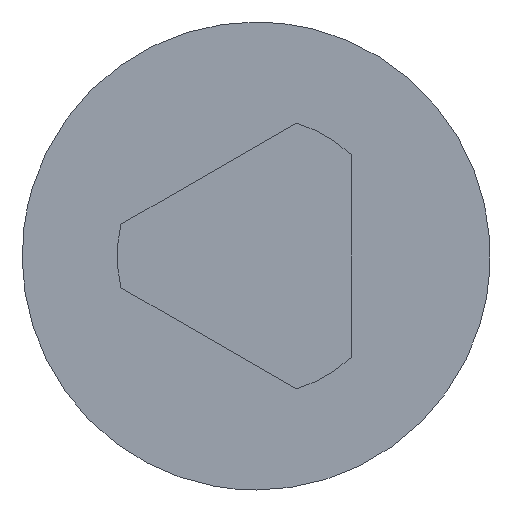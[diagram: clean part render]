
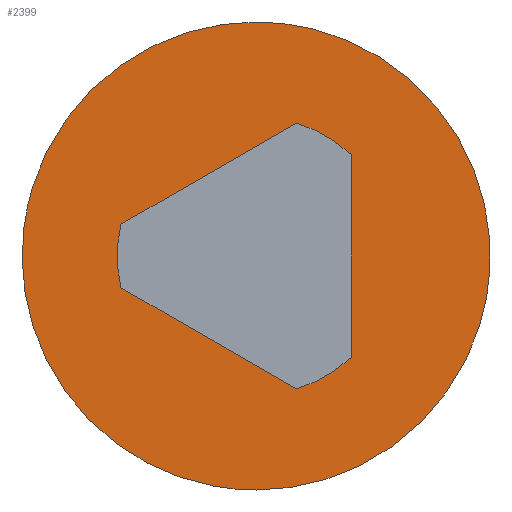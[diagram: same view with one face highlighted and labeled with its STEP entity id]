
A CAD part, front view. The second image highlights one B-rep face of the part: STEP entity #2399.
In plain terms, the highlighted free-form (B-spline) face has degree [1, 1] with [2, 2] control points.
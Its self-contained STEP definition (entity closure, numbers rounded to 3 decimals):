
#572=CARTESIAN_POINT('',(7.985,0.,-0.488));
#573=VERTEX_POINT('',#572);
#579=CARTESIAN_POINT('',(0.0,0.0,-8.));
#580=VERTEX_POINT('',#579);
#581=CARTESIAN_POINT('',(0.0,0.0,-8.));
#582=CARTESIAN_POINT('',(7.526,0.0,-8.));
#583=CARTESIAN_POINT('',(7.985,0.,-0.488));
#591=(BOUNDED_CURVE()B_SPLINE_CURVE(2,(#581,#582,#583),.UNSPECIFIED.,.F.,.U.)B_SPLINE_CURVE_WITH_KNOTS((3,3),(0.5,0.739),.UNSPECIFIED.)CURVE()GEOMETRIC_REPRESENTATION_ITEM()RATIONAL_B_SPLINE_CURVE((1.0,0.72,0.976))REPRESENTATION_ITEM(''));
#592=EDGE_CURVE('',#580,#573,#591,.T.);
#594=CARTESIAN_POINT('',(-7.944,0.,0.944));
#595=VERTEX_POINT('',#594);
#596=CARTESIAN_POINT('',(-7.944,0.,0.944));
#597=CARTESIAN_POINT('',(-8.,0.0,0.474));
#598=CARTESIAN_POINT('',(-8.,0.0,0.0));
#599=CARTESIAN_POINT('',(-8.,0.0,-8.));
#600=CARTESIAN_POINT('',(0.0,0.0,-8.));
#608=(BOUNDED_CURVE()B_SPLINE_CURVE(2,(#596,#597,#598,#599,#600),.UNSPECIFIED.,.F.,.U.)B_SPLINE_CURVE_WITH_KNOTS((3,2,3),(0.23,0.25,0.5),.UNSPECIFIED.)CURVE()GEOMETRIC_REPRESENTATION_ITEM()RATIONAL_B_SPLINE_CURVE((0.956,0.976,1.0,0.707,1.0))REPRESENTATION_ITEM(''));
#609=EDGE_CURVE('',#595,#580,#608,.T.);
#653=CARTESIAN_POINT('',(0.0,0.0,8.));
#654=VERTEX_POINT('',#653);
#655=CARTESIAN_POINT('',(0.0,0.0,8.));
#656=CARTESIAN_POINT('',(-7.105,0.0,8.));
#657=CARTESIAN_POINT('',(-7.944,0.,0.944));
#665=(BOUNDED_CURVE()B_SPLINE_CURVE(2,(#655,#656,#657),.UNSPECIFIED.,.F.,.U.)B_SPLINE_CURVE_WITH_KNOTS((3,3),(0.0,0.23),.UNSPECIFIED.)CURVE()GEOMETRIC_REPRESENTATION_ITEM()RATIONAL_B_SPLINE_CURVE((1.0,0.731,0.956))REPRESENTATION_ITEM(''));
#666=EDGE_CURVE('',#654,#595,#665,.T.);
#668=CARTESIAN_POINT('',(7.985,0.,-0.488));
#669=CARTESIAN_POINT('',(8.,0.0,-0.244));
#670=CARTESIAN_POINT('',(8.,0.0,0.0));
#671=CARTESIAN_POINT('',(8.,0.0,8.));
#672=CARTESIAN_POINT('',(0.0,0.0,8.));
#680=(BOUNDED_CURVE()B_SPLINE_CURVE(2,(#668,#669,#670,#671,#672),.UNSPECIFIED.,.F.,.U.)B_SPLINE_CURVE_WITH_KNOTS((3,2,3),(0.739,0.75,1.0),.UNSPECIFIED.)CURVE()GEOMETRIC_REPRESENTATION_ITEM()RATIONAL_B_SPLINE_CURVE((0.976,0.988,1.0,0.707,1.0))REPRESENTATION_ITEM(''));
#681=EDGE_CURVE('',#573,#654,#680,.T.);
#2320=CARTESIAN_POINT('',(-8.799,0.0,8.799));
#2321=CARTESIAN_POINT('',(8.799,0.0,8.799));
#2322=CARTESIAN_POINT('',(-8.799,0.0,-8.799));
#2323=CARTESIAN_POINT('',(8.799,0.0,-8.799));
#2324=B_SPLINE_SURFACE_WITH_KNOTS('',1,1,((#2320,#2322),(#2321,#2323)),.UNSPECIFIED.,.F.,.F.,.U.,(2,2),(2,2),(0.0,17.598),(0.0,17.598),.UNSPECIFIED.);
#2325=ORIENTED_EDGE('',*,*,#666,.T.);
#2326=ORIENTED_EDGE('',*,*,#609,.T.);
#2327=ORIENTED_EDGE('',*,*,#592,.T.);
#2328=ORIENTED_EDGE('',*,*,#681,.T.);
#2329=EDGE_LOOP('',(#2325,#2326,#2327,#2328));
#2330=FACE_OUTER_BOUND('',#2329,.T.);
#2331=CARTESIAN_POINT('',(-4.625,0.0,1.083));
#2332=VERTEX_POINT('',#2331);
#2333=CARTESIAN_POINT('',(-4.625,0.0,-1.083));
#2334=VERTEX_POINT('',#2333);
#2335=CARTESIAN_POINT('',(-4.625,0.0,1.083));
#2336=CARTESIAN_POINT('',(-4.878,0.0,0.));
#2337=CARTESIAN_POINT('',(-4.625,0.0,-1.083));
#2345=(BOUNDED_CURVE()B_SPLINE_CURVE(2,(#2335,#2336,#2337),.UNSPECIFIED.,.F.,.U.)CURVE()GEOMETRIC_REPRESENTATION_ITEM()QUASI_UNIFORM_CURVE()RATIONAL_B_SPLINE_CURVE((1.0,0.974,1.0))REPRESENTATION_ITEM(''));
#2346=EDGE_CURVE('',#2332,#2334,#2345,.T.);
#2347=ORIENTED_EDGE('',*,*,#2346,.F.);
#2348=CARTESIAN_POINT('',(1.375,0.0,4.547));
#2349=VERTEX_POINT('',#2348);
#2350=CARTESIAN_POINT('',(1.375,0.0,4.547));
#2351=CARTESIAN_POINT('',(-4.625,0.0,1.083));
#2352=QUASI_UNIFORM_CURVE('',1,(#2350,#2351),.UNSPECIFIED.,.F.,.U.);
#2353=EDGE_CURVE('',#2349,#2332,#2352,.T.);
#2354=ORIENTED_EDGE('',*,*,#2353,.F.);
#2355=CARTESIAN_POINT('',(3.25,0.0,3.464));
#2356=VERTEX_POINT('',#2355);
#2357=CARTESIAN_POINT('',(3.25,0.0,3.464));
#2358=CARTESIAN_POINT('',(2.439,0.0,4.225));
#2359=CARTESIAN_POINT('',(1.375,0.0,4.547));
#2367=(BOUNDED_CURVE()B_SPLINE_CURVE(2,(#2357,#2358,#2359),.UNSPECIFIED.,.F.,.U.)CURVE()GEOMETRIC_REPRESENTATION_ITEM()QUASI_UNIFORM_CURVE()RATIONAL_B_SPLINE_CURVE((1.0,0.974,1.0))REPRESENTATION_ITEM(''));
#2368=EDGE_CURVE('',#2356,#2349,#2367,.T.);
#2369=ORIENTED_EDGE('',*,*,#2368,.F.);
#2370=CARTESIAN_POINT('',(3.25,0.0,-3.464));
#2371=VERTEX_POINT('',#2370);
#2372=CARTESIAN_POINT('',(3.25,0.0,-3.464));
#2373=CARTESIAN_POINT('',(3.25,0.0,3.464));
#2374=QUASI_UNIFORM_CURVE('',1,(#2372,#2373),.UNSPECIFIED.,.F.,.U.);
#2375=EDGE_CURVE('',#2371,#2356,#2374,.T.);
#2376=ORIENTED_EDGE('',*,*,#2375,.F.);
#2377=CARTESIAN_POINT('',(1.375,0.0,-4.547));
#2378=VERTEX_POINT('',#2377);
#2379=CARTESIAN_POINT('',(1.375,0.0,-4.547));
#2380=CARTESIAN_POINT('',(2.439,0.0,-4.225));
#2381=CARTESIAN_POINT('',(3.25,0.0,-3.464));
#2389=(BOUNDED_CURVE()B_SPLINE_CURVE(2,(#2379,#2380,#2381),.UNSPECIFIED.,.F.,.U.)CURVE()GEOMETRIC_REPRESENTATION_ITEM()QUASI_UNIFORM_CURVE()RATIONAL_B_SPLINE_CURVE((1.0,0.974,1.0))REPRESENTATION_ITEM(''));
#2390=EDGE_CURVE('',#2378,#2371,#2389,.T.);
#2391=ORIENTED_EDGE('',*,*,#2390,.F.);
#2392=CARTESIAN_POINT('',(-4.625,0.0,-1.083));
#2393=CARTESIAN_POINT('',(1.375,0.0,-4.547));
#2394=QUASI_UNIFORM_CURVE('',1,(#2392,#2393),.UNSPECIFIED.,.F.,.U.);
#2395=EDGE_CURVE('',#2334,#2378,#2394,.T.);
#2396=ORIENTED_EDGE('',*,*,#2395,.F.);
#2397=EDGE_LOOP('',(#2347,#2354,#2369,#2376,#2391,#2396));
#2398=FACE_BOUND('',#2397,.T.);
#2399=ADVANCED_FACE('',(#2330,#2398),#2324,.F.);
